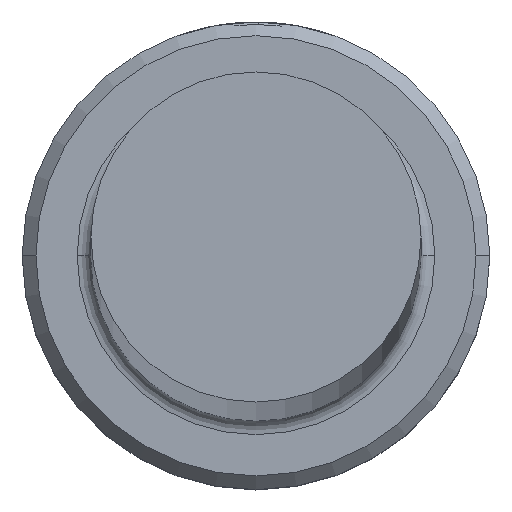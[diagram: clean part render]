
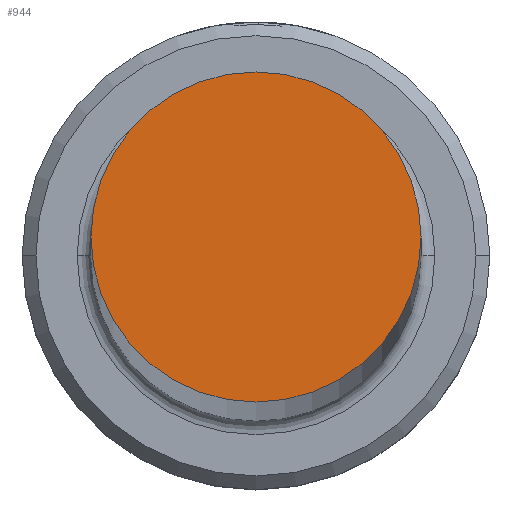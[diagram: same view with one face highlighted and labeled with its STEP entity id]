
A CAD part, top view. The second image highlights one B-rep face of the part: STEP entity #944.
In plain terms, the highlighted planar face has unit normal (0, 0, 1).
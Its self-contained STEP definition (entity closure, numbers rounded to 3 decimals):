
#76 = AXIS2_PLACEMENT_3D ( 'NONE', #198, #855, #286 ) ;
#91 = DIRECTION ( 'NONE',  ( 1., 0., 0. ) ) ;
#149 = AXIS2_PLACEMENT_3D ( 'NONE', #1014, #649, #91 ) ;
#198 = CARTESIAN_POINT ( 'NONE',  ( 0., 0., 400. ) ) ;
#286 = DIRECTION ( 'NONE',  ( 1., 0., 0. ) ) ;
#294 = FACE_OUTER_BOUND ( 'NONE', #1052, .T. ) ;
#424 = EDGE_CURVE ( 'NONE', #938, #1165, #446, .T. ) ;
#444 = CARTESIAN_POINT ( 'NONE',  ( 6., 0., 400. ) ) ;
#446 = CIRCLE ( 'NONE', #590, 6. ) ;
#528 = ORIENTED_EDGE ( 'NONE', *, *, #965, .T. ) ;
#590 = AXIS2_PLACEMENT_3D ( 'NONE', #751, #745, #735 ) ;
#649 = DIRECTION ( 'NONE',  ( 0., 0., 1. ) ) ;
#735 = DIRECTION ( 'NONE',  ( 1., 0., 0. ) ) ;
#745 = DIRECTION ( 'NONE',  ( 0., 0., 1. ) ) ;
#751 = CARTESIAN_POINT ( 'NONE',  ( 0., 0., 400. ) ) ;
#855 = DIRECTION ( 'NONE',  ( 0., 0., 1. ) ) ;
#938 = VERTEX_POINT ( 'NONE', #444 ) ;
#944 = ADVANCED_FACE ( 'NONE', ( #294 ), #1186, .T. ) ;
#965 = EDGE_CURVE ( 'NONE', #1165, #938, #1033, .T. ) ;
#975 = ORIENTED_EDGE ( 'NONE', *, *, #424, .T. ) ;
#1014 = CARTESIAN_POINT ( 'NONE',  ( 0., 0., 400. ) ) ;
#1033 = CIRCLE ( 'NONE', #76, 6. ) ;
#1052 = EDGE_LOOP ( 'NONE', ( #528, #975 ) ) ;
#1059 = CARTESIAN_POINT ( 'NONE',  ( -6., 0., 400. ) ) ;
#1165 = VERTEX_POINT ( 'NONE', #1059 ) ;
#1186 = PLANE ( 'NONE',  #149 ) ;
